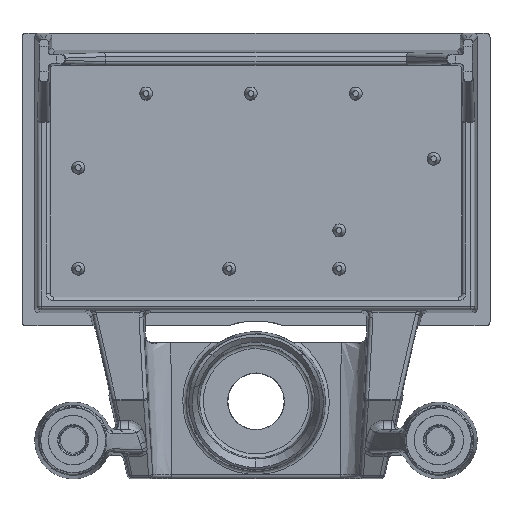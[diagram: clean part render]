
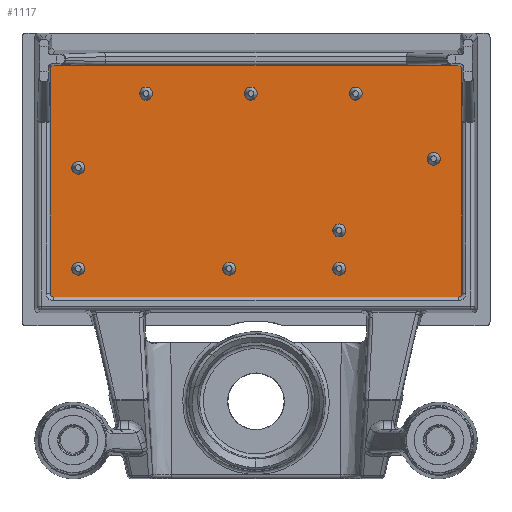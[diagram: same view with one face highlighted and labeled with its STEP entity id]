
A CAD part, top view. The second image highlights one B-rep face of the part: STEP entity #1117.
In plain terms, the highlighted planar face has unit normal (0, 0, 1).
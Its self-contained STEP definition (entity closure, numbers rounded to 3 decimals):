
#1117 = ADVANCED_FACE( '', ( #2380, #2381, #2382, #2383, #2384, #2385, #2386, #2387, #2388, #2389 ), #2390, .F. );
#2380 = FACE_BOUND( '', #6457, .T. );
#2381 = FACE_BOUND( '', #6458, .T. );
#2382 = FACE_BOUND( '', #6459, .T. );
#2383 = FACE_BOUND( '', #6460, .T. );
#2384 = FACE_BOUND( '', #6461, .T. );
#2385 = FACE_BOUND( '', #6462, .T. );
#2386 = FACE_BOUND( '', #6463, .T. );
#2387 = FACE_BOUND( '', #6464, .T. );
#2388 = FACE_BOUND( '', #6465, .T. );
#2389 = FACE_OUTER_BOUND( '', #6466, .T. );
#2390 = PLANE( '', #6467 );
#6457 = EDGE_LOOP( '', ( #11024 ) );
#6458 = EDGE_LOOP( '', ( #11025 ) );
#6459 = EDGE_LOOP( '', ( #11026 ) );
#6460 = EDGE_LOOP( '', ( #11027 ) );
#6461 = EDGE_LOOP( '', ( #11028 ) );
#6462 = EDGE_LOOP( '', ( #11029 ) );
#6463 = EDGE_LOOP( '', ( #11030 ) );
#6464 = EDGE_LOOP( '', ( #11031 ) );
#6465 = EDGE_LOOP( '', ( #11032 ) );
#6466 = EDGE_LOOP( '', ( #11033, #11034, #11035, #11036, #11037, #11038, #11039, #11040 ) );
#6467 = AXIS2_PLACEMENT_3D( '', #11041, #11042, #11043 );
#11024 = ORIENTED_EDGE( '', *, *, #13062, .T. );
#11025 = ORIENTED_EDGE( '', *, *, #13017, .T. );
#11026 = ORIENTED_EDGE( '', *, *, #12589, .T. );
#11027 = ORIENTED_EDGE( '', *, *, #13162, .T. );
#11028 = ORIENTED_EDGE( '', *, *, #13111, .T. );
#11029 = ORIENTED_EDGE( '', *, *, #12457, .T. );
#11030 = ORIENTED_EDGE( '', *, *, #13163, .T. );
#11031 = ORIENTED_EDGE( '', *, *, #12813, .T. );
#11032 = ORIENTED_EDGE( '', *, *, #12285, .T. );
#11033 = ORIENTED_EDGE( '', *, *, #13164, .T. );
#11034 = ORIENTED_EDGE( '', *, *, #13034, .T. );
#11035 = ORIENTED_EDGE( '', *, *, #13059, .F. );
#11036 = ORIENTED_EDGE( '', *, *, #12093, .F. );
#11037 = ORIENTED_EDGE( '', *, *, #12027, .F. );
#11038 = ORIENTED_EDGE( '', *, *, #12154, .F. );
#11039 = ORIENTED_EDGE( '', *, *, #13154, .T. );
#11040 = ORIENTED_EDGE( '', *, *, #13165, .T. );
#11041 = CARTESIAN_POINT( '', ( 0., 0., 10. ) );
#11042 = DIRECTION( '', ( 0., 0., -1. ) );
#11043 = DIRECTION( '', ( -1., 0., 0. ) );
#12027 = EDGE_CURVE( '', #13626, #13628, #13629, .T. );
#12093 = EDGE_CURVE( '', #13628, #13740, #13741, .F. );
#12154 = EDGE_CURVE( '', #13842, #13626, #13844, .F. );
#12285 = EDGE_CURVE( '', #14062, #14062, #14063, .T. );
#12457 = EDGE_CURVE( '', #14344, #14344, #14345, .T. );
#12589 = EDGE_CURVE( '', #14551, #14551, #14552, .T. );
#12813 = EDGE_CURVE( '', #14868, #14868, #14869, .T. );
#13017 = EDGE_CURVE( '', #15126, #15126, #15127, .T. );
#13034 = EDGE_CURVE( '', #15147, #15148, #15149, .F. );
#13059 = EDGE_CURVE( '', #13740, #15148, #15174, .F. );
#13062 = EDGE_CURVE( '', #15177, #15177, #15178, .T. );
#13111 = EDGE_CURVE( '', #15230, #15230, #15231, .T. );
#13154 = EDGE_CURVE( '', #13842, #15279, #15281, .T. );
#13162 = EDGE_CURVE( '', #15290, #15290, #15291, .T. );
#13163 = EDGE_CURVE( '', #15292, #15292, #15293, .T. );
#13164 = EDGE_CURVE( '', #15294, #15147, #15295, .T. );
#13165 = EDGE_CURVE( '', #15279, #15294, #15296, .F. );
#13626 = VERTEX_POINT( '', #16340 );
#13628 = VERTEX_POINT( '', #16343 );
#13629 = LINE( '', #16344, #16345 );
#13740 = VERTEX_POINT( '', #16549 );
#13741 = ELLIPSE( '', #16550, 0.3, 0.3 );
#13842 = VERTEX_POINT( '', #17010 );
#13844 = ELLIPSE( '', #17013, 0.3, 0.3 );
#14062 = VERTEX_POINT( '', #17467 );
#14063 = CIRCLE( '', #17468, 0.5 );
#14344 = VERTEX_POINT( '', #18096 );
#14345 = CIRCLE( '', #18097, 0.5 );
#14551 = VERTEX_POINT( '', #18504 );
#14552 = CIRCLE( '', #18505, 0.5 );
#14868 = VERTEX_POINT( '', #19319 );
#14869 = CIRCLE( '', #19320, 0.5 );
#15126 = VERTEX_POINT( '', #19917 );
#15127 = CIRCLE( '', #19918, 0.5 );
#15147 = VERTEX_POINT( '', #20020 );
#15148 = VERTEX_POINT( '', #20021 );
#15149 = ELLIPSE( '', #20022, 0.3, 0.3 );
#15174 = LINE( '', #20077, #20078 );
#15177 = VERTEX_POINT( '', #20082 );
#15178 = CIRCLE( '', #20083, 0.5 );
#15230 = VERTEX_POINT( '', #20222 );
#15231 = CIRCLE( '', #20223, 0.5 );
#15279 = VERTEX_POINT( '', #20344 );
#15281 = LINE( '', #20347, #20348 );
#15290 = VERTEX_POINT( '', #20359 );
#15291 = CIRCLE( '', #20360, 0.5 );
#15292 = VERTEX_POINT( '', #20361 );
#15293 = CIRCLE( '', #20362, 0.5 );
#15294 = VERTEX_POINT( '', #20363 );
#15295 = LINE( '', #20364, #20365 );
#15296 = ELLIPSE( '', #20366, 0.3, 0.3 );
#16340 = CARTESIAN_POINT( '', ( 16.109, 8.759, 10. ) );
#16343 = CARTESIAN_POINT( '', ( 16.109, -8.758, 10. ) );
#16344 = CARTESIAN_POINT( '', ( 16.109, 0.643, 10. ) );
#16345 = VECTOR( '', #20983, 1000. );
#16549 = CARTESIAN_POINT( '', ( 15.809, -9.058, 10. ) );
#16550 = AXIS2_PLACEMENT_3D( '', #21065, #21066, #21067 );
#17010 = CARTESIAN_POINT( '', ( 15.809, 9.059, 10. ) );
#17013 = AXIS2_PLACEMENT_3D( '', #21131, #21132, #21133 );
#17467 = CARTESIAN_POINT( '', ( -14.4, -6.85, 10. ) );
#17468 = AXIS2_PLACEMENT_3D( '', #21307, #21308, #21309 );
#18096 = CARTESIAN_POINT( '', ( 13.4, 1.75, 10. ) );
#18097 = AXIS2_PLACEMENT_3D( '', #21510, #21511, #21512 );
#18504 = CARTESIAN_POINT( '', ( 7.3, 6.85, 10. ) );
#18505 = AXIS2_PLACEMENT_3D( '', #21677, #21678, #21679 );
#19319 = CARTESIAN_POINT( '', ( -14.4, 1.05, 10. ) );
#19320 = AXIS2_PLACEMENT_3D( '', #21906, #21907, #21908 );
#19917 = CARTESIAN_POINT( '', ( 6., -6.85, 10. ) );
#19918 = AXIS2_PLACEMENT_3D( '', #22092, #22093, #22094 );
#20020 = CARTESIAN_POINT( '', ( -16.109, -8.758, 10. ) );
#20021 = CARTESIAN_POINT( '', ( -15.809, -9.058, 10. ) );
#20022 = AXIS2_PLACEMENT_3D( '', #22106, #22107, #22108 );
#20077 = CARTESIAN_POINT( '', ( 0., -9.058, 10. ) );
#20078 = VECTOR( '', #22130, 1000. );
#20082 = CARTESIAN_POINT( '', ( -2.6, -6.85, 10. ) );
#20083 = AXIS2_PLACEMENT_3D( '', #22132, #22133, #22134 );
#20222 = CARTESIAN_POINT( '', ( 6., -3.85, 10. ) );
#20223 = AXIS2_PLACEMENT_3D( '', #22173, #22174, #22175 );
#20344 = CARTESIAN_POINT( '', ( -15.809, 9.059, 10. ) );
#20347 = CARTESIAN_POINT( '', ( -9.023, 9.059, 10. ) );
#20348 = VECTOR( '', #22205, 1000. );
#20359 = CARTESIAN_POINT( '', ( -0.9, 6.85, 10. ) );
#20360 = AXIS2_PLACEMENT_3D( '', #22211, #22212, #22213 );
#20361 = CARTESIAN_POINT( '', ( -9.1, 6.85, 10. ) );
#20362 = AXIS2_PLACEMENT_3D( '', #22214, #22215, #22216 );
#20363 = CARTESIAN_POINT( '', ( -16.109, 8.759, 10. ) );
#20364 = CARTESIAN_POINT( '', ( -16.109, 0.643, 10. ) );
#20365 = VECTOR( '', #22217, 1000. );
#20366 = AXIS2_PLACEMENT_3D( '', #22218, #22219, #22220 );
#20983 = DIRECTION( '', ( 0., -1., 0. ) );
#21065 = CARTESIAN_POINT( '', ( 15.809, -8.758, 10. ) );
#21066 = DIRECTION( '', ( 0., 0., 1. ) );
#21067 = DIRECTION( '', ( 0.555, 0.832, 0. ) );
#21131 = CARTESIAN_POINT( '', ( 15.809, 8.759, 10. ) );
#21132 = DIRECTION( '', ( 0., 0., 1. ) );
#21133 = DIRECTION( '', ( 0.707, 0.707, 0. ) );
#21307 = CARTESIAN_POINT( '', ( -13.9, -6.85, 10. ) );
#21308 = DIRECTION( '', ( 0., 0., -1. ) );
#21309 = DIRECTION( '', ( -1., 0., 0. ) );
#21510 = CARTESIAN_POINT( '', ( 13.9, 1.75, 10. ) );
#21511 = DIRECTION( '', ( 0., 0., -1. ) );
#21512 = DIRECTION( '', ( -1., 0., 0. ) );
#21677 = CARTESIAN_POINT( '', ( 7.8, 6.85, 10. ) );
#21678 = DIRECTION( '', ( 0., 0., -1. ) );
#21679 = DIRECTION( '', ( -1., 0., 0. ) );
#21906 = CARTESIAN_POINT( '', ( -13.9, 1.05, 10. ) );
#21907 = DIRECTION( '', ( 0., 0., -1. ) );
#21908 = DIRECTION( '', ( -1., 0., 0. ) );
#22092 = CARTESIAN_POINT( '', ( 6.5, -6.85, 10. ) );
#22093 = DIRECTION( '', ( 0., 0., -1. ) );
#22094 = DIRECTION( '', ( -1., 0., 0. ) );
#22106 = CARTESIAN_POINT( '', ( -15.809, -8.758, 10. ) );
#22107 = DIRECTION( '', ( 0., 0., -1. ) );
#22108 = DIRECTION( '', ( -0.555, 0.832, 0. ) );
#22130 = DIRECTION( '', ( 1., 0., 0. ) );
#22132 = CARTESIAN_POINT( '', ( -2.1, -6.85, 10. ) );
#22133 = DIRECTION( '', ( 0., 0., -1. ) );
#22134 = DIRECTION( '', ( -1., 0., 0. ) );
#22173 = CARTESIAN_POINT( '', ( 6.5, -3.85, 10. ) );
#22174 = DIRECTION( '', ( 0., 0., -1. ) );
#22175 = DIRECTION( '', ( -1., 0., 0. ) );
#22205 = DIRECTION( '', ( -1., 0., 0. ) );
#22211 = CARTESIAN_POINT( '', ( -0.4, 6.85, 10. ) );
#22212 = DIRECTION( '', ( 0., 0., -1. ) );
#22213 = DIRECTION( '', ( -1., 0., 0. ) );
#22214 = CARTESIAN_POINT( '', ( -8.6, 6.85, 10. ) );
#22215 = DIRECTION( '', ( 0., 0., -1. ) );
#22216 = DIRECTION( '', ( -1., 0., 0. ) );
#22217 = DIRECTION( '', ( 0., -1., 0. ) );
#22218 = CARTESIAN_POINT( '', ( -15.809, 8.759, 10. ) );
#22219 = DIRECTION( '', ( 0., 0., -1. ) );
#22220 = DIRECTION( '', ( -0.707, 0.707, 0. ) );
